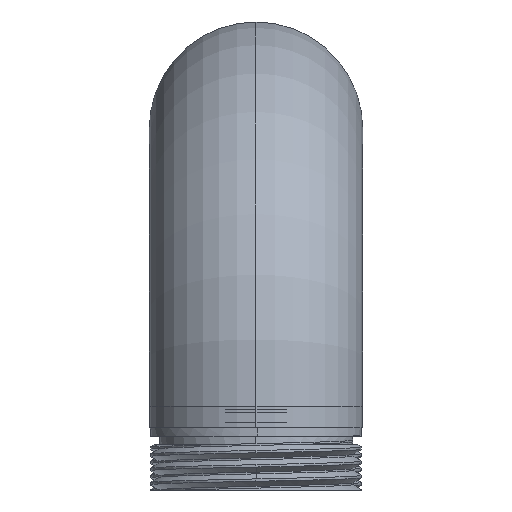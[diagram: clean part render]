
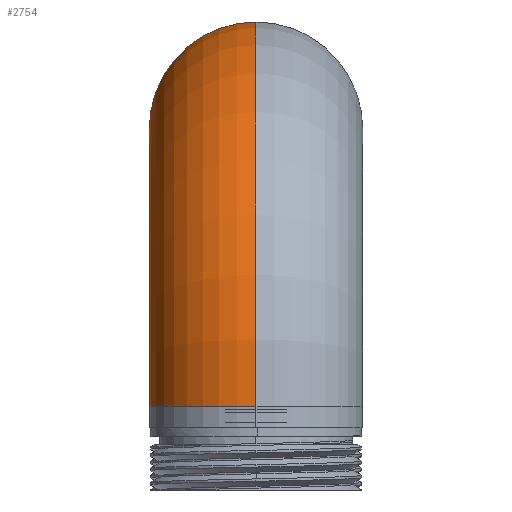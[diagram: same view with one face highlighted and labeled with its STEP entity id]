
A CAD part, left-side view. The second image highlights one B-rep face of the part: STEP entity #2754.
In plain terms, the highlighted toroidal (fillet/blend) face has major radius 41.275 mm and minor radius 15.875 mm.
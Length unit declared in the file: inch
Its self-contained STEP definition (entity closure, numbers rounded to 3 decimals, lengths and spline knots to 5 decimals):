
#2458=CARTESIAN_POINT('',(-4.375,0.,-1.625));
#2459=DIRECTION('',(0.,1.,0.));
#2460=DIRECTION('',(-1.,0.,0.));
#2461=AXIS2_PLACEMENT_3D('',#2458,#2459,#2460);
#2463=CARTESIAN_POINT('',(-6.,0.,-1.625));
#2464=DIRECTION('',(0.,0.,1.));
#2465=DIRECTION('',(1.,0.,0.));
#2466=AXIS2_PLACEMENT_3D('',#2463,#2464,#2465);
#2468=CARTESIAN_POINT('',(-4.375,0.,-1.625));
#2469=DIRECTION('',(0.,1.,0.));
#2470=DIRECTION('',(-1.,0.,0.));
#2471=AXIS2_PLACEMENT_3D('',#2468,#2469,#2470);
#2473=CARTESIAN_POINT('',(-4.375,0.,0.));
#2474=DIRECTION('',(1.,0.,0.));
#2475=DIRECTION('',(0.,0.,-1.));
#2476=AXIS2_PLACEMENT_3D('',#2473,#2474,#2475);
#2641=CARTESIAN_POINT('',(-5.375,0.,-1.625));
#2642=CARTESIAN_POINT('',(-6.625,0.,-1.625));
#2643=VERTEX_POINT('',#2641);
#2644=VERTEX_POINT('',#2642);
#2649=CARTESIAN_POINT('',(-4.375,0.,-0.625));
#2650=CARTESIAN_POINT('',(-4.375,0.,0.625));
#2651=VERTEX_POINT('',#2649);
#2652=VERTEX_POINT('',#2650);
#2742=CARTESIAN_POINT('',(-4.375,0.,-1.625));
#2743=DIRECTION('',(0.,1.,0.));
#2744=DIRECTION('',(1.,0.,0.));
#2745=AXIS2_PLACEMENT_3D('',#2742,#2743,#2744);
#2746=TOROIDAL_SURFACE('',#2745,1.625,0.625);
#2747=ORIENTED_EDGE('',*,*,#2707,.F.);
#2748=ORIENTED_EDGE('',*,*,#2737,.T.);
#2750=ORIENTED_EDGE('',*,*,#2749,.T.);
#2751=ORIENTED_EDGE('',*,*,#2733,.F.);
#2752=EDGE_LOOP('',(#2747,#2748,#2750,#2751));
#2753=FACE_OUTER_BOUND('',#2752,.F.);
#2754=ADVANCED_FACE('',(#2753),#2746,.T.);
#2462=CIRCLE('',#2461,2.25);
#2467=CIRCLE('',#2466,0.625);
#2472=CIRCLE('',#2471,1.);
#2477=CIRCLE('',#2476,0.625);
#2707=EDGE_CURVE('',#2643,#2644,#2467,.T.);
#2733=EDGE_CURVE('',#2644,#2652,#2462,.T.);
#2737=EDGE_CURVE('',#2643,#2651,#2472,.T.);
#2749=EDGE_CURVE('',#2651,#2652,#2477,.T.);
